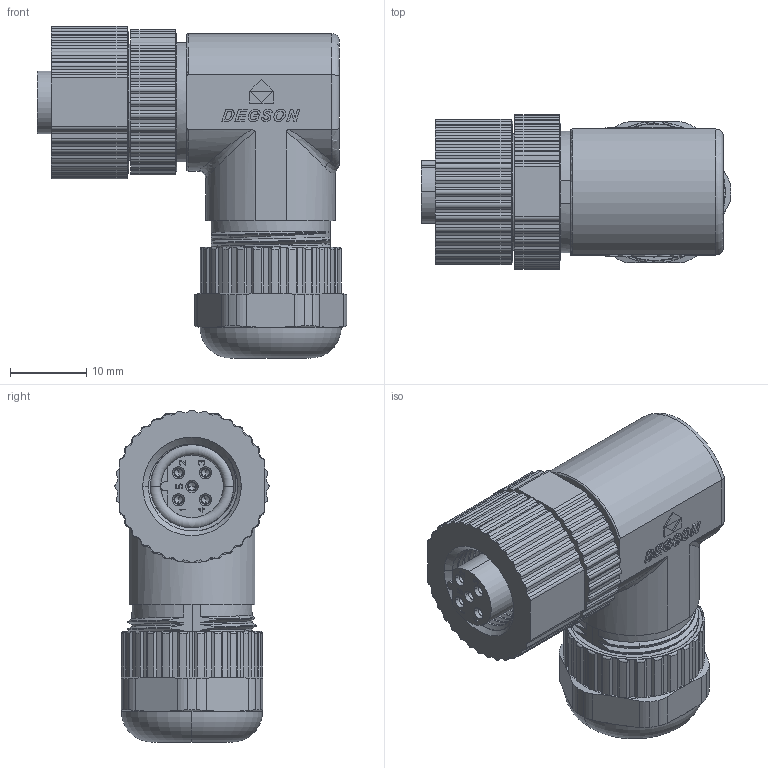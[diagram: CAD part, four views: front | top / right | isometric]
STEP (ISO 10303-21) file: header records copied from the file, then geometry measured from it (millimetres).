
FILE_DESCRIPTION((''),'2;1');
FILE_NAME('PBSH-M12B-05P-FF-SR70_SW0001','2020-04-22T',('Administrator'),(''),'CREO PARAMETRIC BY PTC INC, 2014350','CREO PARAMETRIC BY PTC INC, 2014350','');
FILE_SCHEMA(('CONFIG_CONTROL_DESIGN'));
Length unit declared in the file: millimetre
Products named in the file (1): PBSH-M12B-05P-FF-SR70_SW0001
Bounding box: 40.6 x 20.2 x 43.5 mm (x, y, z)
Volume: 15429.7 mm3; surface area: 12601.3 mm2
Topology: 8 solids, 10 shells, 1672 faces, 4656 edges, 3038 vertices
Faces by surface type: plane 1072, cylinder 376, bspline 102, cone 93, torus 26, extrusion 3
Entity records: 66643 total; most frequent: CARTESIAN_POINT 24309, ORIENTED_EDGE 9292, DIRECTION 8117, EDGE_CURVE 4646, VECTOR 3305, LINE 3302, VERTEX_POINT 3038, AXIS2_PLACEMENT_3D 2406
